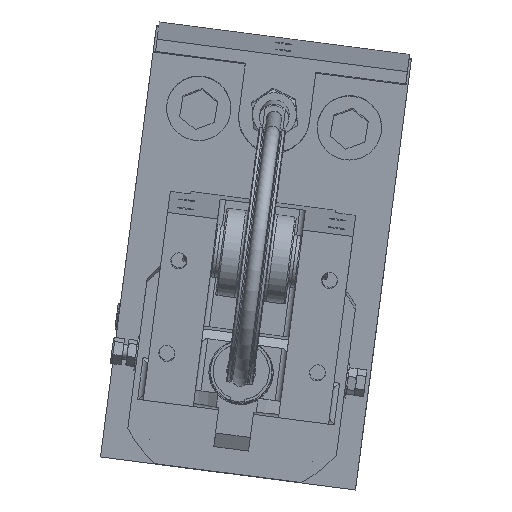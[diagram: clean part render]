
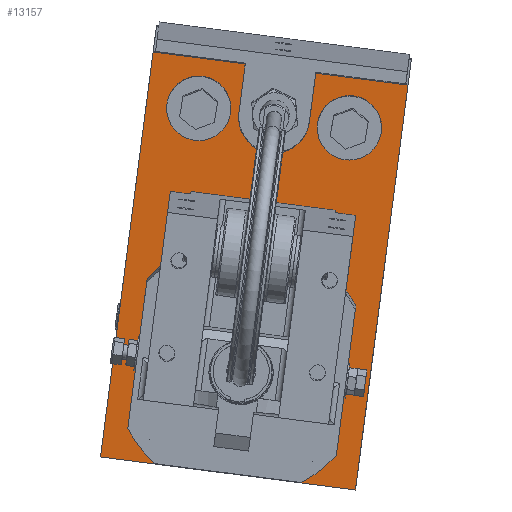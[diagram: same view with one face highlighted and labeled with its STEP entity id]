
A CAD part, top view. The second image highlights one B-rep face of the part: STEP entity #13157.
In plain terms, the highlighted face is planar.
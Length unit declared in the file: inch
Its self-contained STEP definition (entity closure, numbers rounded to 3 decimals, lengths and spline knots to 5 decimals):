
#12643=CARTESIAN_POINT('',(3.23583,0.92874,0.25));
#12644=VERTEX_POINT('',#12643);
#12645=CARTESIAN_POINT('',(2.10333,0.92874,0.25));
#12646=DIRECTION('',(0.0,0.0,-1.0));
#12647=DIRECTION('',(-1.0,0.0,0.0));
#12648=AXIS2_PLACEMENT_3D('',#12645,#12646,#12647);
#12649=CIRCLE('',#12648,1.1325);
#12650=EDGE_CURVE('',#12644,#12644,#12649,.T.);
#12671=CARTESIAN_POINT('',(4.35633,6.24074,0.25));
#12672=VERTEX_POINT('',#12671);
#12673=CARTESIAN_POINT('',(3.72833,6.24074,0.25));
#12674=DIRECTION('',(0.0,0.0,-1.0));
#12675=DIRECTION('',(-1.0,0.0,0.0));
#12676=AXIS2_PLACEMENT_3D('',#12673,#12674,#12675);
#12677=CIRCLE('',#12676,0.628);
#12678=EDGE_CURVE('',#12672,#12672,#12677,.T.);
#12699=CARTESIAN_POINT('',(1.10633,6.24074,0.25));
#12700=VERTEX_POINT('',#12699);
#12701=CARTESIAN_POINT('',(0.47833,6.24074,0.25));
#12702=DIRECTION('',(0.0,0.0,-1.0));
#12703=DIRECTION('',(-1.0,0.0,0.0));
#12704=AXIS2_PLACEMENT_3D('',#12701,#12702,#12703);
#12705=CIRCLE('',#12704,0.628);
#12706=EDGE_CURVE('',#12700,#12700,#12705,.T.);
#12727=CARTESIAN_POINT('',(4.03833,-0.83626,0.25));
#12728=VERTEX_POINT('',#12727);
#12729=CARTESIAN_POINT('',(3.86833,-0.83626,0.25));
#12730=DIRECTION('',(0.0,0.0,-1.0));
#12731=DIRECTION('',(-1.0,0.0,0.0));
#12732=AXIS2_PLACEMENT_3D('',#12729,#12730,#12731);
#12733=CIRCLE('',#12732,0.17);
#12734=EDGE_CURVE('',#12728,#12728,#12733,.T.);
#12755=CARTESIAN_POINT('',(0.50833,-0.83626,0.25));
#12756=VERTEX_POINT('',#12755);
#12757=CARTESIAN_POINT('',(0.33833,-0.83626,0.25));
#12758=DIRECTION('',(0.0,0.0,-1.0));
#12759=DIRECTION('',(-1.0,0.0,0.0));
#12760=AXIS2_PLACEMENT_3D('',#12757,#12758,#12759);
#12761=CIRCLE('',#12760,0.17);
#12762=EDGE_CURVE('',#12756,#12756,#12761,.T.);
#12783=CARTESIAN_POINT('',(0.50833,2.69374,0.25));
#12784=VERTEX_POINT('',#12783);
#12785=CARTESIAN_POINT('',(0.33833,2.69374,0.25));
#12786=DIRECTION('',(0.0,0.0,-1.0));
#12787=DIRECTION('',(-1.0,0.0,0.0));
#12788=AXIS2_PLACEMENT_3D('',#12785,#12786,#12787);
#12789=CIRCLE('',#12788,0.17);
#12790=EDGE_CURVE('',#12784,#12784,#12789,.T.);
#12811=CARTESIAN_POINT('',(4.03833,2.69374,0.25));
#12812=VERTEX_POINT('',#12811);
#12813=CARTESIAN_POINT('',(3.86833,2.69374,0.25));
#12814=DIRECTION('',(0.0,0.0,-1.0));
#12815=DIRECTION('',(-1.0,0.0,0.0));
#12816=AXIS2_PLACEMENT_3D('',#12813,#12814,#12815);
#12817=CIRCLE('',#12816,0.17);
#12818=EDGE_CURVE('',#12812,#12812,#12817,.T.);
#12839=CARTESIAN_POINT('',(-0.64667,7.30874,0.25));
#12840=VERTEX_POINT('',#12839);
#12841=CARTESIAN_POINT('',(1.34333,7.30874,0.25));
#12842=VERTEX_POINT('',#12841);
#12843=CARTESIAN_POINT('',(-0.64667,7.30874,0.25));
#12844=DIRECTION('',(1.0,0.0,0.0));
#12845=VECTOR('',#12844,1.99);
#12846=LINE('',#12843,#12845);
#12847=EDGE_CURVE('',#12840,#12842,#12846,.T.);
#12879=CARTESIAN_POINT('',(1.34333,6.24074,0.25));
#12880=VERTEX_POINT('',#12879);
#12881=CARTESIAN_POINT('',(1.34333,7.30874,0.25));
#12882=DIRECTION('',(0.0,-1.0,0.0));
#12883=VECTOR('',#12882,1.068);
#12884=LINE('',#12881,#12883);
#12885=EDGE_CURVE('',#12842,#12880,#12884,.T.);
#12910=CARTESIAN_POINT('',(2.86333,6.24074,0.25));
#12911=VERTEX_POINT('',#12910);
#12912=CARTESIAN_POINT('',(2.10333,6.24074,0.25));
#12913=DIRECTION('',(0.0,0.0,1.0));
#12914=DIRECTION('',(1.0,0.0,0.0));
#12915=AXIS2_PLACEMENT_3D('',#12912,#12913,#12914);
#12916=CIRCLE('',#12915,0.76);
#12917=EDGE_CURVE('',#12880,#12911,#12916,.T.);
#12943=CARTESIAN_POINT('',(2.86333,7.30874,0.25));
#12944=VERTEX_POINT('',#12943);
#12945=CARTESIAN_POINT('',(2.86333,6.24074,0.25));
#12946=DIRECTION('',(0.0,1.0,0.0));
#12947=VECTOR('',#12946,1.068);
#12948=LINE('',#12945,#12947);
#12949=EDGE_CURVE('',#12911,#12944,#12948,.T.);
#12974=CARTESIAN_POINT('',(4.85333,7.30874,0.25));
#12975=VERTEX_POINT('',#12974);
#12976=CARTESIAN_POINT('',(2.86333,7.30874,0.25));
#12977=DIRECTION('',(1.0,0.0,0.0));
#12978=VECTOR('',#12977,1.99);
#12979=LINE('',#12976,#12978);
#12980=EDGE_CURVE('',#12944,#12975,#12979,.T.);
#13005=CARTESIAN_POINT('',(4.85333,-1.45126,0.25));
#13006=VERTEX_POINT('',#13005);
#13007=CARTESIAN_POINT('',(4.85333,7.30874,0.25));
#13008=DIRECTION('',(0.0,-1.0,0.0));
#13009=VECTOR('',#13008,8.76);
#13010=LINE('',#13007,#13009);
#13011=EDGE_CURVE('',#12975,#13006,#13010,.T.);
#13036=CARTESIAN_POINT('',(-0.64667,-1.45126,0.25));
#13037=VERTEX_POINT('',#13036);
#13038=CARTESIAN_POINT('',(4.85333,-1.45126,0.25));
#13039=DIRECTION('',(-1.0,0.0,0.0));
#13040=VECTOR('',#13039,5.5);
#13041=LINE('',#13038,#13040);
#13042=EDGE_CURVE('',#13006,#13037,#13041,.T.);
#13067=CARTESIAN_POINT('',(-0.64667,-1.45126,0.25));
#13068=DIRECTION('',(0.0,1.0,0.0));
#13069=VECTOR('',#13068,8.76);
#13070=LINE('',#13067,#13069);
#13071=EDGE_CURVE('',#13037,#12840,#13070,.T.);
#13121=CARTESIAN_POINT('',(2.10333,3.19596,0.25));
#13122=DIRECTION('',(0.0,0.0,1.0));
#13123=DIRECTION('',(1.0,0.0,0.0));
#13124=AXIS2_PLACEMENT_3D('',#13121,#13122,#13123);
#13125=PLANE('',#13124);
#13126=ORIENTED_EDGE('',*,*,#12847,.F.);
#13127=ORIENTED_EDGE('',*,*,#13071,.F.);
#13128=ORIENTED_EDGE('',*,*,#13042,.F.);
#13129=ORIENTED_EDGE('',*,*,#13011,.F.);
#13130=ORIENTED_EDGE('',*,*,#12980,.F.);
#13131=ORIENTED_EDGE('',*,*,#12949,.F.);
#13132=ORIENTED_EDGE('',*,*,#12917,.F.);
#13133=ORIENTED_EDGE('',*,*,#12885,.F.);
#13134=EDGE_LOOP('',(#13126,#13127,#13128,#13129,#13130,#13131,#13132,#13133));
#13135=FACE_OUTER_BOUND('',#13134,.T.);
#13136=ORIENTED_EDGE('',*,*,#12650,.T.);
#13137=EDGE_LOOP('',(#13136));
#13138=FACE_BOUND('',#13137,.T.);
#13139=ORIENTED_EDGE('',*,*,#12678,.T.);
#13140=EDGE_LOOP('',(#13139));
#13141=FACE_BOUND('',#13140,.T.);
#13142=ORIENTED_EDGE('',*,*,#12706,.T.);
#13143=EDGE_LOOP('',(#13142));
#13144=FACE_BOUND('',#13143,.T.);
#13145=ORIENTED_EDGE('',*,*,#12734,.T.);
#13146=EDGE_LOOP('',(#13145));
#13147=FACE_BOUND('',#13146,.T.);
#13148=ORIENTED_EDGE('',*,*,#12762,.T.);
#13149=EDGE_LOOP('',(#13148));
#13150=FACE_BOUND('',#13149,.T.);
#13151=ORIENTED_EDGE('',*,*,#12790,.T.);
#13152=EDGE_LOOP('',(#13151));
#13153=FACE_BOUND('',#13152,.T.);
#13154=ORIENTED_EDGE('',*,*,#12818,.T.);
#13155=EDGE_LOOP('',(#13154));
#13156=FACE_BOUND('',#13155,.T.);
#13157=ADVANCED_FACE('',(#13135,#13138,#13141,#13144,#13147,#13150,#13153,#13156),#13125,.T.);
